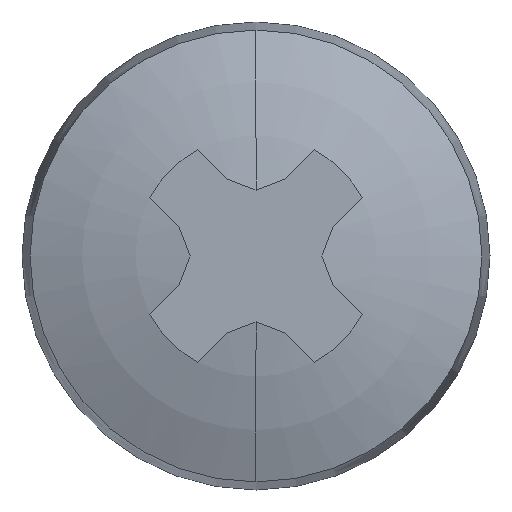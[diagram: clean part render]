
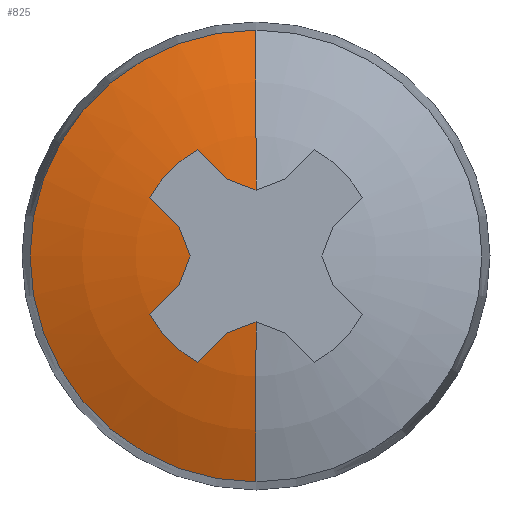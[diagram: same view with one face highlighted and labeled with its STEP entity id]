
A CAD part, left-side view. The second image highlights one B-rep face of the part: STEP entity #825.
In plain terms, the highlighted toroidal (fillet/blend) face has major radius 0.005 mm and minor radius 10.406 mm.
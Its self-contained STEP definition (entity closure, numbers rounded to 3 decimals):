
#7 = VERTEX_POINT ( 'NONE', #411 ) ;
#8 = EDGE_CURVE ( 'NONE', #677, #688, #757, .T. ) ;
#15 = AXIS2_PLACEMENT_3D ( 'NONE', #583, #572, #1018 ) ;
#16 = CARTESIAN_POINT ( 'NONE',  ( -2.367, 0.685, -1.536 ) ) ;
#21 = CARTESIAN_POINT ( 'NONE',  ( -2.399, 0.505, -1.363 ) ) ;
#24 = EDGE_CURVE ( 'NONE', #224, #1082, #330, .T. ) ;
#45 = CARTESIAN_POINT ( 'NONE',  ( -2.435, 0., -1.169 ) ) ;
#67 = B_SPLINE_CURVE_WITH_KNOTS ( 'NONE', 3,
 ( #584, #292, #226, #1003 ),
 .UNSPECIFIED., .F., .F.,
 ( 4, 4 ),
 ( 0., 0.001 ),
 .UNSPECIFIED. ) ;
#97 = CARTESIAN_POINT ( 'NONE',  ( -2.435, 1.169, 0. ) ) ;
#103 = TOROIDAL_SURFACE ( 'NONE', #574, 0.005, 10.406 ) ;
#104 = CARTESIAN_POINT ( 'NONE',  ( -1.7, 0., -4.006 ) ) ;
#125 = CARTESIAN_POINT ( 'NONE',  ( -2.277, 1.042, -1.881 ) ) ;
#140 = ORIENTED_EDGE ( 'NONE', *, *, #162, .T. ) ;
#150 = ORIENTED_EDGE ( 'NONE', *, *, #24, .T. ) ;
#152 = ORIENTED_EDGE ( 'NONE', *, *, #398, .T. ) ;
#153 = B_SPLINE_CURVE_WITH_KNOTS ( 'NONE', 3,
 ( #97, #1190, #805, #814 ),
 .UNSPECIFIED., .F., .F.,
 ( 4, 4 ),
 ( 0., 0.001 ),
 .UNSPECIFIED. ) ;
#155 = VERTEX_POINT ( 'NONE', #343 ) ;
#161 = CARTESIAN_POINT ( 'NONE',  ( -2.415, 1.298, -0.337 ) ) ;
#162 = EDGE_CURVE ( 'NONE', #682, #7, #381, .T. ) ;
#173 = ORIENTED_EDGE ( 'NONE', *, *, #666, .T. ) ;
#198 = EDGE_CURVE ( 'NONE', #1153, #1074, #479, .T. ) ;
#199 = ORIENTED_EDGE ( 'NONE', *, *, #198, .F. ) ;
#201 = CARTESIAN_POINT ( 'NONE',  ( -2.326, 0.864, 1.709 ) ) ;
#221 = CIRCLE ( 'NONE', #608, 4.006 ) ;
#224 = VERTEX_POINT ( 'NONE', #570 ) ;
#226 = CARTESIAN_POINT ( 'NONE',  ( -2.427, 0.169, 1.234 ) ) ;
#258 = CARTESIAN_POINT ( 'NONE',  ( -2.435, 0., 1.169 ) ) ;
#268 = CARTESIAN_POINT ( 'NONE',  ( -2.399, 1.363, -0.505 ) ) ;
#291 = ORIENTED_EDGE ( 'NONE', *, *, #994, .T. ) ;
#292 = CARTESIAN_POINT ( 'NONE',  ( -2.415, 0.337, 1.298 ) ) ;
#324 = DIRECTION ( 'NONE',  ( 1., 0., 0. ) ) ;
#330 = B_SPLINE_CURVE_WITH_KNOTS ( 'NONE', 3,
 ( #533, #161, #1084, #1202 ),
 .UNSPECIFIED., .F., .F.,
 ( 4, 4 ),
 ( 0., 0.001 ),
 .UNSPECIFIED. ) ;
#343 = CARTESIAN_POINT ( 'NONE',  ( -1.7, 0., 4.006 ) ) ;
#346 = CARTESIAN_POINT ( 'NONE',  ( -2.435, 1.169, 0. ) ) ;
#354 = CARTESIAN_POINT ( 'NONE',  ( -2.367, 0.685, 1.536 ) ) ;
#368 = ORIENTED_EDGE ( 'NONE', *, *, #934, .F. ) ;
#381 = B_SPLINE_CURVE_WITH_KNOTS ( 'NONE', 3,
 ( #1021, #1102, #441, #542 ),
 .UNSPECIFIED., .F., .F.,
 ( 4, 4 ),
 ( 0., 0.001 ),
 .UNSPECIFIED. ) ;
#398 = EDGE_CURVE ( 'NONE', #7, #766, #409, .T. ) ;
#409 = CIRCLE ( 'NONE', #1060, 2.15 ) ;
#410 = DIRECTION ( 'NONE',  ( 0., 0., 1. ) ) ;
#411 = CARTESIAN_POINT ( 'NONE',  ( -2.277, 1.881, 1.042 ) ) ;
#431 = B_SPLINE_CURVE_WITH_KNOTS ( 'NONE', 3,
 ( #1101, #201, #354, #925 ),
 .UNSPECIFIED., .F., .F.,
 ( 4, 4 ),
 ( 0., 0.001 ),
 .UNSPECIFIED. ) ;
#441 = CARTESIAN_POINT ( 'NONE',  ( -2.326, 1.709, 0.864 ) ) ;
#470 = CARTESIAN_POINT ( 'NONE',  ( 7.906, 0., 0. ) ) ;
#479 = CIRCLE ( 'NONE', #15, 10.406 ) ;
#485 = DIRECTION ( 'NONE',  ( 0., 0., -1. ) ) ;
#495 = DIRECTION ( 'NONE',  ( 1., 0., 0. ) ) ;
#509 = CARTESIAN_POINT ( 'NONE',  ( -2.277, 0., 0. ) ) ;
#519 = B_SPLINE_CURVE_WITH_KNOTS ( 'NONE', 3,
 ( #21, #16, #1030, #899 ),
 .UNSPECIFIED., .F., .F.,
 ( 4, 4 ),
 ( 0., 0.001 ),
 .UNSPECIFIED. ) ;
#533 = CARTESIAN_POINT ( 'NONE',  ( -2.399, 1.363, -0.505 ) ) ;
#534 = CARTESIAN_POINT ( 'NONE',  ( -2.326, 1.709, -0.864 ) ) ;
#542 = CARTESIAN_POINT ( 'NONE',  ( -2.277, 1.881, 1.042 ) ) ;
#570 = CARTESIAN_POINT ( 'NONE',  ( -2.399, 1.363, -0.505 ) ) ;
#572 = DIRECTION ( 'NONE',  ( 0., -1., 0. ) ) ;
#574 = AXIS2_PLACEMENT_3D ( 'NONE', #470, #495, #1106 ) ;
#582 = EDGE_CURVE ( 'NONE', #873, #677, #519, .T. ) ;
#583 = CARTESIAN_POINT ( 'NONE',  ( 7.906, 0., -0.005 ) ) ;
#584 = CARTESIAN_POINT ( 'NONE',  ( -2.399, 0.505, 1.363 ) ) ;
#602 = CARTESIAN_POINT ( 'NONE',  ( -2.399, 0.505, -1.363 ) ) ;
#608 = AXIS2_PLACEMENT_3D ( 'NONE', #978, #1099, #1088 ) ;
#611 = EDGE_CURVE ( 'NONE', #766, #1128, #431, .T. ) ;
#622 = ORIENTED_EDGE ( 'NONE', *, *, #8, .T. ) ;
#645 = CARTESIAN_POINT ( 'NONE',  ( -2.277, 1.881, -1.042 ) ) ;
#650 = EDGE_CURVE ( 'NONE', #1082, #682, #153, .T. ) ;
#666 = EDGE_CURVE ( 'NONE', #1153, #873, #1155, .T. ) ;
#675 = CARTESIAN_POINT ( 'NONE',  ( -2.399, 0.505, -1.363 ) ) ;
#677 = VERTEX_POINT ( 'NONE', #125 ) ;
#682 = VERTEX_POINT ( 'NONE', #1023 ) ;
#688 = VERTEX_POINT ( 'NONE', #696 ) ;
#696 = CARTESIAN_POINT ( 'NONE',  ( -2.277, 1.881, -1.042 ) ) ;
#701 = CARTESIAN_POINT ( 'NONE',  ( -2.277, 1.042, 1.881 ) ) ;
#736 = EDGE_CURVE ( 'NONE', #1070, #155, #1031, .T. ) ;
#739 = EDGE_LOOP ( 'NONE', ( #291, #787, #368, #199, #173, #1165, #622, #875, #150, #1119, #140, #152, #918 ) ) ;
#746 = CARTESIAN_POINT ( 'NONE',  ( -2.415, 0.337, -1.298 ) ) ;
#751 = FACE_OUTER_BOUND ( 'NONE', #739, .T. ) ;
#757 = CIRCLE ( 'NONE', #1137, 2.15 ) ;
#766 = VERTEX_POINT ( 'NONE', #701 ) ;
#787 = ORIENTED_EDGE ( 'NONE', *, *, #736, .T. ) ;
#805 = CARTESIAN_POINT ( 'NONE',  ( -2.415, 1.298, 0.337 ) ) ;
#814 = CARTESIAN_POINT ( 'NONE',  ( -2.399, 1.363, 0.505 ) ) ;
#825 = ADVANCED_FACE ( 'NONE', ( #751 ), #103, .T. ) ;
#873 = VERTEX_POINT ( 'NONE', #675 ) ;
#875 = ORIENTED_EDGE ( 'NONE', *, *, #1111, .T. ) ;
#899 = CARTESIAN_POINT ( 'NONE',  ( -2.277, 1.042, -1.881 ) ) ;
#918 = ORIENTED_EDGE ( 'NONE', *, *, #611, .T. ) ;
#925 = CARTESIAN_POINT ( 'NONE',  ( -2.399, 0.505, 1.363 ) ) ;
#928 = CARTESIAN_POINT ( 'NONE',  ( -2.427, 0.169, -1.234 ) ) ;
#932 = CARTESIAN_POINT ( 'NONE',  ( -2.399, 0.505, 1.363 ) ) ;
#934 = EDGE_CURVE ( 'NONE', #1074, #155, #221, .T. ) ;
#954 = CARTESIAN_POINT ( 'NONE',  ( 7.906, 0., 0.005 ) ) ;
#978 = CARTESIAN_POINT ( 'NONE',  ( -1.7, 0., 0. ) ) ;
#994 = EDGE_CURVE ( 'NONE', #1128, #1070, #67, .T. ) ;
#1003 = CARTESIAN_POINT ( 'NONE',  ( -2.435, 0., 1.169 ) ) ;
#1005 = CARTESIAN_POINT ( 'NONE',  ( -2.435, 0., -1.169 ) ) ;
#1018 = DIRECTION ( 'NONE',  ( 0., 0., -1. ) ) ;
#1021 = CARTESIAN_POINT ( 'NONE',  ( -2.399, 1.363, 0.505 ) ) ;
#1023 = CARTESIAN_POINT ( 'NONE',  ( -2.399, 1.363, 0.505 ) ) ;
#1030 = CARTESIAN_POINT ( 'NONE',  ( -2.326, 0.864, -1.709 ) ) ;
#1031 = CIRCLE ( 'NONE', #1150, 10.406 ) ;
#1047 = DIRECTION ( 'NONE',  ( 0., 1., 0. ) ) ;
#1060 = AXIS2_PLACEMENT_3D ( 'NONE', #509, #324, #1063 ) ;
#1063 = DIRECTION ( 'NONE',  ( 0., 0., -1. ) ) ;
#1070 = VERTEX_POINT ( 'NONE', #258 ) ;
#1074 = VERTEX_POINT ( 'NONE', #104 ) ;
#1076 = B_SPLINE_CURVE_WITH_KNOTS ( 'NONE', 3,
 ( #645, #534, #1113, #268 ),
 .UNSPECIFIED., .F., .F.,
 ( 4, 4 ),
 ( 0., 0.001 ),
 .UNSPECIFIED. ) ;
#1082 = VERTEX_POINT ( 'NONE', #346 ) ;
#1084 = CARTESIAN_POINT ( 'NONE',  ( -2.427, 1.234, -0.169 ) ) ;
#1088 = DIRECTION ( 'NONE',  ( 0., 0., -1. ) ) ;
#1099 = DIRECTION ( 'NONE',  ( 1., 0., 0. ) ) ;
#1101 = CARTESIAN_POINT ( 'NONE',  ( -2.277, 1.042, 1.881 ) ) ;
#1102 = CARTESIAN_POINT ( 'NONE',  ( -2.367, 1.536, 0.685 ) ) ;
#1106 = DIRECTION ( 'NONE',  ( 0., 0., -1. ) ) ;
#1111 = EDGE_CURVE ( 'NONE', #688, #224, #1076, .T. ) ;
#1113 = CARTESIAN_POINT ( 'NONE',  ( -2.367, 1.536, -0.685 ) ) ;
#1119 = ORIENTED_EDGE ( 'NONE', *, *, #650, .T. ) ;
#1128 = VERTEX_POINT ( 'NONE', #932 ) ;
#1134 = DIRECTION ( 'NONE',  ( 1., 0., 0. ) ) ;
#1137 = AXIS2_PLACEMENT_3D ( 'NONE', #1146, #1134, #485 ) ;
#1146 = CARTESIAN_POINT ( 'NONE',  ( -2.277, 0., 0. ) ) ;
#1150 = AXIS2_PLACEMENT_3D ( 'NONE', #954, #1047, #410 ) ;
#1153 = VERTEX_POINT ( 'NONE', #1005 ) ;
#1155 = B_SPLINE_CURVE_WITH_KNOTS ( 'NONE', 3,
 ( #45, #928, #746, #602 ),
 .UNSPECIFIED., .F., .F.,
 ( 4, 4 ),
 ( 0., 0.001 ),
 .UNSPECIFIED. ) ;
#1165 = ORIENTED_EDGE ( 'NONE', *, *, #582, .T. ) ;
#1190 = CARTESIAN_POINT ( 'NONE',  ( -2.427, 1.234, 0.169 ) ) ;
#1202 = CARTESIAN_POINT ( 'NONE',  ( -2.435, 1.169, 0. ) ) ;
